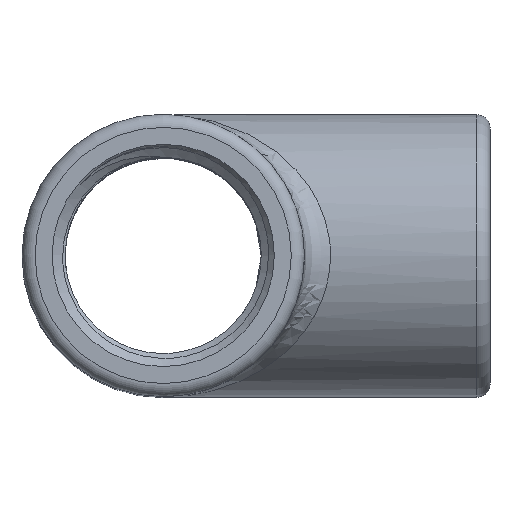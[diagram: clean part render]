
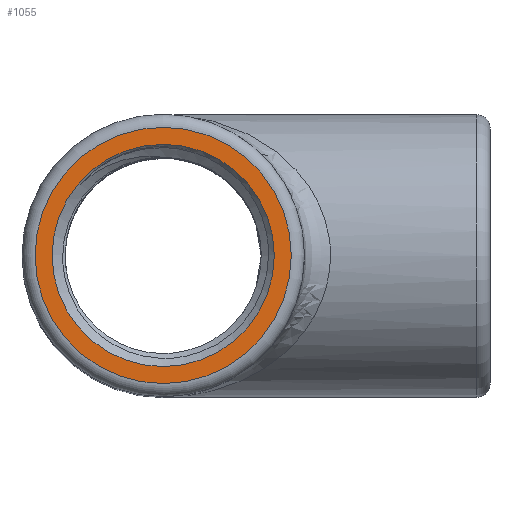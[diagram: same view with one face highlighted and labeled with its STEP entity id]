
A CAD part, top view. The second image highlights one B-rep face of the part: STEP entity #1055.
In plain terms, the highlighted planar face has unit normal (0, 0, 1).
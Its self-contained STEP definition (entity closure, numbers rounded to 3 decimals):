
#36=CIRCLE('',#1090,9.8);
#37=CIRCLE('',#1091,8.5);
#51=PLANE('',#1089);
#384=ORIENTED_EDGE('',*,*,#741,.T.);
#385=ORIENTED_EDGE('',*,*,#742,.T.);
#741=EDGE_CURVE('',#917,#917,#36,.T.);
#742=EDGE_CURVE('',#918,#918,#37,.T.);
#917=VERTEX_POINT('',#11822);
#918=VERTEX_POINT('',#11824);
#964=EDGE_LOOP('',(#384));
#965=EDGE_LOOP('',(#385));
#1006=FACE_BOUND('',#964,.T.);
#1007=FACE_BOUND('',#965,.T.);
#1055=ADVANCED_FACE('',(#1006,#1007),#51,.T.);
#1089=AXIS2_PLACEMENT_3D('',#11820,#1141,#1142);
#1090=AXIS2_PLACEMENT_3D('',#11821,#1143,#1144);
#1091=AXIS2_PLACEMENT_3D('',#11823,#1145,#1146);
#1141=DIRECTION('',(0.,0.,1.));
#1142=DIRECTION('',(1.,0.,0.));
#1143=DIRECTION('',(0.,0.,1.));
#1144=DIRECTION('',(1.,0.,0.));
#1145=DIRECTION('',(0.,0.,-1.));
#1146=DIRECTION('',(1.,0.,0.));
#11820=CARTESIAN_POINT('',(0.,0.,25.));
#11821=CARTESIAN_POINT('',(0.,0.,25.));
#11822=CARTESIAN_POINT('',(9.8,0.,25.));
#11823=CARTESIAN_POINT('',(0.,0.,25.));
#11824=CARTESIAN_POINT('',(8.5,0.,25.));
